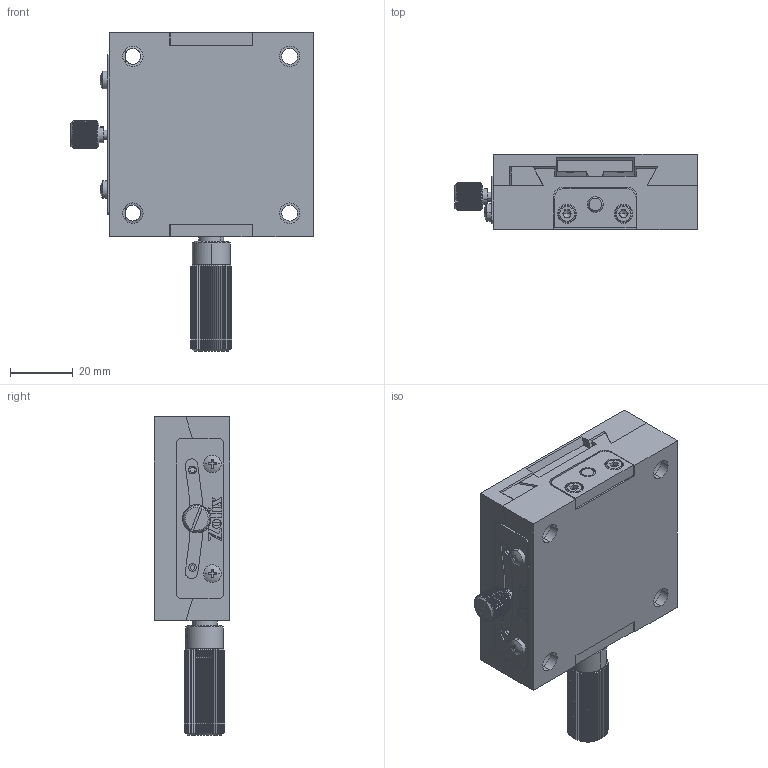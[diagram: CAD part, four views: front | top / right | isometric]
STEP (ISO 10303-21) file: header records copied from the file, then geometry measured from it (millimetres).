
FILE_DESCRIPTION (( 'STEP AP203' ), '1' );
FILE_NAME ('TSMG10-2W.step', '2019-05-08T07:49:38', ( '' ), ( '' ), 'SwSTEP 2.0', 'SolidWorks 2017', '' );
FILE_SCHEMA (( 'CONFIG_CONTROL_DESIGN' ));
Length unit declared in the file: millimetre
Products named in the file (1): TSMG10-2W
Bounding box: 77.3 x 24 x 101.5 mm (x, y, z)
Surface area: 30352.4 mm2 (no closed solid volume)
Topology: 0 solids, 24 shells, 722 faces, 2333 edges, 1582 vertices
Faces by surface type: plane 416, cylinder 220, cone 74, torus 8, sphere 4
Entity records: 26795 total; most frequent: CARTESIAN_POINT 7059, ORIENTED_EDGE 4063, DIRECTION 3842, EDGE_CURVE 2325, VERTEX_POINT 1582, AXIS2_PLACEMENT_3D 1351, VECTOR 1140, LINE 1140
